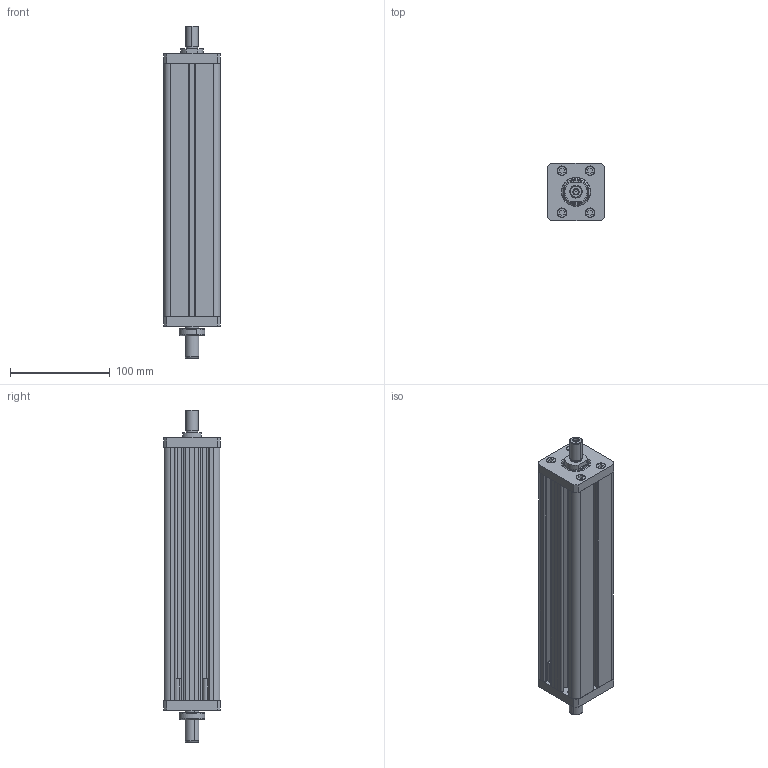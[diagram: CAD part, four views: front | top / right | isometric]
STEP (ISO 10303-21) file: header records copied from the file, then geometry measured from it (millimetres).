
FILE_DESCRIPTION (( 'STEP AP203' ), '1' );
FILE_NAME ('i^20-0601 BASE MODEL.STEP', '2009-05-15T17:12:47', ( ' ' ), ( '' ), 'SwSTEP 2.0', 'SolidWorks 2009', '' );
FILE_SCHEMA (( 'CONFIG_CONTROL_DESIGN' ));
Length unit declared in the file: millimetre
Products named in the file (1): i^20-0601 BASE MODEL
Bounding box: 57.15 x 57.15 x 332.89 mm (x, y, z)
Volume: 463706.6 mm3; surface area: 228171.4 mm2
Topology: 18 solids, 18 shells, 589 faces, 1396 edges, 892 vertices
Faces by surface type: cylinder 261, plane 216, cone 66, torus 46
Entity records: 17528 total; most frequent: DIRECTION 3261, CARTESIAN_POINT 3142, ORIENTED_EDGE 2792, EDGE_CURVE 1396, AXIS2_PLACEMENT_3D 1285, VERTEX_POINT 892, CIRCLE 695, VECTOR 691
